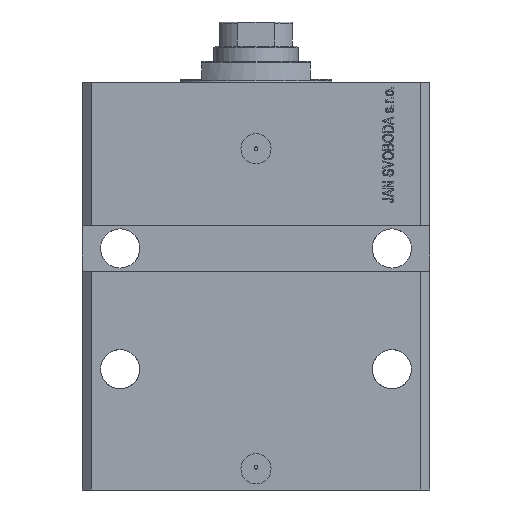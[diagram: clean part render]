
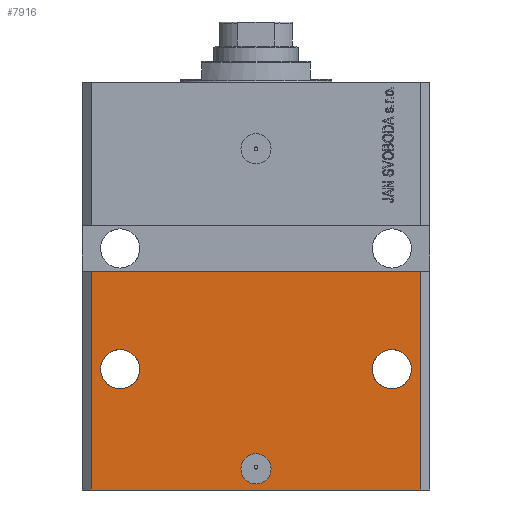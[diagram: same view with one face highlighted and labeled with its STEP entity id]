
A CAD part, front view. The second image highlights one B-rep face of the part: STEP entity #7916.
In plain terms, the highlighted planar face has unit normal (0, -1, 0).
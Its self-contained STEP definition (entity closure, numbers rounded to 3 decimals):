
#786 = CARTESIAN_POINT ( 'NONE',  ( 5., -45., -128. ) ) ;
#1001 = CARTESIAN_POINT ( 'NONE',  ( 0., -45., -128. ) ) ;
#1690 = VERTEX_POINT ( 'NONE', #5708 ) ;
#2409 = FACE_BOUND ( 'NONE', #20617, .T. ) ;
#2721 = CARTESIAN_POINT ( 'NONE',  ( -5., -45., -128. ) ) ;
#2854 = VECTOR ( 'NONE', #39846, 1000. ) ;
#2989 = DIRECTION ( 'NONE',  ( 1., 0., 0. ) ) ;
#3198 = EDGE_CURVE ( 'NONE', #39260, #1690, #42020, .T. ) ;
#4366 = ORIENTED_EDGE ( 'NONE', *, *, #25566, .T. ) ;
#4738 = EDGE_CURVE ( 'NONE', #14019, #13066, #43946, .T. ) ;
#4927 = ORIENTED_EDGE ( 'NONE', *, *, #36873, .F. ) ;
#5708 = CARTESIAN_POINT ( 'NONE',  ( -38.5, -45., -95. ) ) ;
#5767 = CARTESIAN_POINT ( 'NONE',  ( -57.5, -45., -62.5 ) ) ;
#5778 = CARTESIAN_POINT ( 'NONE',  ( -54.5, -45., -135. ) ) ;
#5848 = ORIENTED_EDGE ( 'NONE', *, *, #11549, .F. ) ;
#5971 = CARTESIAN_POINT ( 'NONE',  ( 54.5, -45., -135. ) ) ;
#6542 = VERTEX_POINT ( 'NONE', #38205 ) ;
#7303 = CARTESIAN_POINT ( 'NONE',  ( 54.5, -45., -135. ) ) ;
#7371 = DIRECTION ( 'NONE',  ( -1., 0., 0. ) ) ;
#7916 = ADVANCED_FACE ( 'NONE', ( #2409, #17742, #30808, #34566 ), #46150, .T. ) ;
#9049 = LINE ( 'NONE', #5767, #34572 ) ;
#9319 = DIRECTION ( 'NONE',  ( 1., 0., 0. ) ) ;
#9974 = VECTOR ( 'NONE', #40160, 1000. ) ;
#10059 = AXIS2_PLACEMENT_3D ( 'NONE', #17900, #48580, #18641 ) ;
#11396 = DIRECTION ( 'NONE',  ( 0., -1., 0. ) ) ;
#11549 = EDGE_CURVE ( 'NONE', #19180, #32932, #36802, .T. ) ;
#11682 = CIRCLE ( 'NONE', #18095, 6.5 ) ;
#11706 = DIRECTION ( 'NONE',  ( 0., -1., 0. ) ) ;
#12036 = CARTESIAN_POINT ( 'NONE',  ( 54.5, -45., -62.5 ) ) ;
#12649 = DIRECTION ( 'NONE',  ( 1., 0., 0. ) ) ;
#13066 = VERTEX_POINT ( 'NONE', #12036 ) ;
#13686 = EDGE_LOOP ( 'NONE', ( #4927, #36799 ) ) ;
#14019 = VERTEX_POINT ( 'NONE', #7303 ) ;
#14137 = ORIENTED_EDGE ( 'NONE', *, *, #4738, .T. ) ;
#14303 = DIRECTION ( 'NONE',  ( 0., -1., 0. ) ) ;
#14789 = AXIS2_PLACEMENT_3D ( 'NONE', #1001, #11396, #27687 ) ;
#15132 = DIRECTION ( 'NONE',  ( 0., -1., 0. ) ) ;
#16155 = DIRECTION ( 'NONE',  ( 0., -1., 0. ) ) ;
#16312 = EDGE_LOOP ( 'NONE', ( #36836, #5848, #4366, #14137 ) ) ;
#16412 = CARTESIAN_POINT ( 'NONE',  ( 45., -45., -95. ) ) ;
#17206 = CARTESIAN_POINT ( 'NONE',  ( -54.5, -45., -135. ) ) ;
#17742 = FACE_BOUND ( 'NONE', #13686, .T. ) ;
#17781 = VERTEX_POINT ( 'NONE', #18502 ) ;
#17900 = CARTESIAN_POINT ( 'NONE',  ( -45., -45., -95. ) ) ;
#18095 = AXIS2_PLACEMENT_3D ( 'NONE', #48747, #14303, #37675 ) ;
#18502 = CARTESIAN_POINT ( 'NONE',  ( 38.5, -45., -95. ) ) ;
#18641 = DIRECTION ( 'NONE',  ( -1., 0., 0. ) ) ;
#19180 = VERTEX_POINT ( 'NONE', #40600 ) ;
#19508 = CIRCLE ( 'NONE', #42760, 5. ) ;
#19687 = CIRCLE ( 'NONE', #10059, 6.5 ) ;
#20617 = EDGE_LOOP ( 'NONE', ( #29472, #28872 ) ) ;
#21499 = EDGE_CURVE ( 'NONE', #17781, #6542, #22518, .T. ) ;
#21986 = EDGE_CURVE ( 'NONE', #32932, #13066, #9049, .T. ) ;
#22518 = CIRCLE ( 'NONE', #32132, 6.5 ) ;
#22790 = AXIS2_PLACEMENT_3D ( 'NONE', #26503, #30014, #7371 ) ;
#24560 = EDGE_LOOP ( 'NONE', ( #44228, #28303 ) ) ;
#25566 = EDGE_CURVE ( 'NONE', #19180, #14019, #36697, .T. ) ;
#26503 = CARTESIAN_POINT ( 'NONE',  ( -45., -45., -95. ) ) ;
#27644 = AXIS2_PLACEMENT_3D ( 'NONE', #34074, #11706, #45642 ) ;
#27687 = DIRECTION ( 'NONE',  ( 1., 0., 0. ) ) ;
#28303 = ORIENTED_EDGE ( 'NONE', *, *, #3198, .F. ) ;
#28872 = ORIENTED_EDGE ( 'NONE', *, *, #45311, .F. ) ;
#29472 = ORIENTED_EDGE ( 'NONE', *, *, #33673, .F. ) ;
#29914 = CARTESIAN_POINT ( 'NONE',  ( -54.5, -45., -62.5 ) ) ;
#30014 = DIRECTION ( 'NONE',  ( 0., -1., 0. ) ) ;
#30808 = FACE_BOUND ( 'NONE', #24560, .T. ) ;
#32132 = AXIS2_PLACEMENT_3D ( 'NONE', #16412, #16155, #12649 ) ;
#32932 = VERTEX_POINT ( 'NONE', #29914 ) ;
#33673 = EDGE_CURVE ( 'NONE', #45341, #49756, #42113, .T. ) ;
#34074 = CARTESIAN_POINT ( 'NONE',  ( -54.5, -45., -135. ) ) ;
#34566 = FACE_OUTER_BOUND ( 'NONE', #16312, .T. ) ;
#34572 = VECTOR ( 'NONE', #2989, 1000. ) ;
#35862 = EDGE_CURVE ( 'NONE', #1690, #39260, #19687, .T. ) ;
#36697 = LINE ( 'NONE', #5778, #37900 ) ;
#36799 = ORIENTED_EDGE ( 'NONE', *, *, #21499, .F. ) ;
#36802 = LINE ( 'NONE', #17206, #2854 ) ;
#36836 = ORIENTED_EDGE ( 'NONE', *, *, #21986, .F. ) ;
#36873 = EDGE_CURVE ( 'NONE', #6542, #17781, #11682, .T. ) ;
#37675 = DIRECTION ( 'NONE',  ( 1., 0., 0. ) ) ;
#37758 = DIRECTION ( 'NONE',  ( 1., 0., 0. ) ) ;
#37900 = VECTOR ( 'NONE', #9319, 1000. ) ;
#38205 = CARTESIAN_POINT ( 'NONE',  ( 51.5, -45., -95. ) ) ;
#39260 = VERTEX_POINT ( 'NONE', #44248 ) ;
#39846 = DIRECTION ( 'NONE',  ( 0., 0., 1. ) ) ;
#40160 = DIRECTION ( 'NONE',  ( 0., 0., 1. ) ) ;
#40600 = CARTESIAN_POINT ( 'NONE',  ( -54.5, -45., -135. ) ) ;
#41777 = CARTESIAN_POINT ( 'NONE',  ( 0., -45., -128. ) ) ;
#42020 = CIRCLE ( 'NONE', #22790, 6.5 ) ;
#42113 = CIRCLE ( 'NONE', #14789, 5. ) ;
#42760 = AXIS2_PLACEMENT_3D ( 'NONE', #41777, #15132, #37758 ) ;
#43946 = LINE ( 'NONE', #5971, #9974 ) ;
#44228 = ORIENTED_EDGE ( 'NONE', *, *, #35862, .F. ) ;
#44248 = CARTESIAN_POINT ( 'NONE',  ( -51.5, -45., -95. ) ) ;
#45311 = EDGE_CURVE ( 'NONE', #49756, #45341, #19508, .T. ) ;
#45341 = VERTEX_POINT ( 'NONE', #786 ) ;
#45642 = DIRECTION ( 'NONE',  ( 1., 0., 0. ) ) ;
#46150 = PLANE ( 'NONE',  #27644 ) ;
#48580 = DIRECTION ( 'NONE',  ( 0., -1., 0. ) ) ;
#48747 = CARTESIAN_POINT ( 'NONE',  ( 45., -45., -95. ) ) ;
#49756 = VERTEX_POINT ( 'NONE', #2721 ) ;
